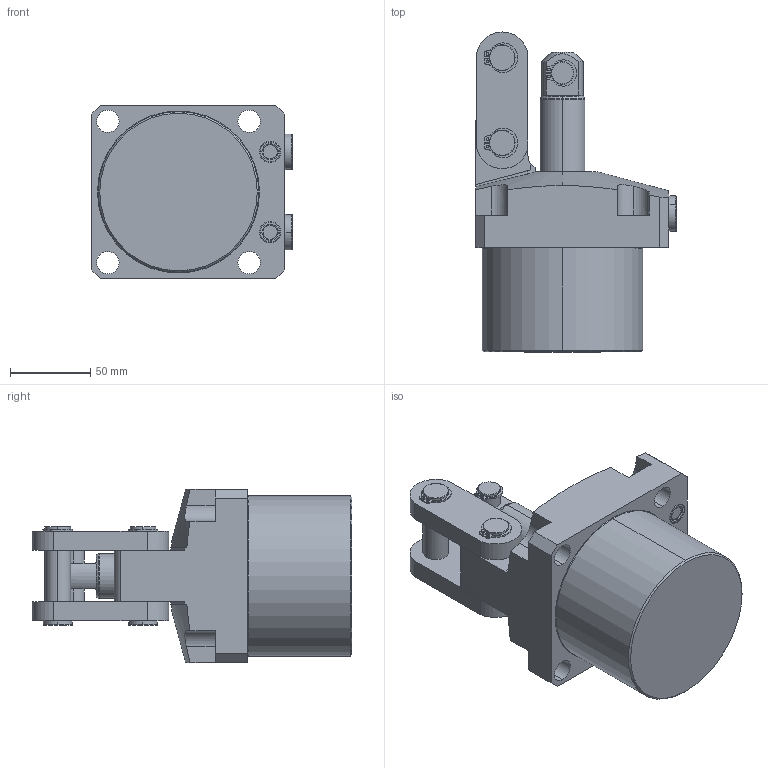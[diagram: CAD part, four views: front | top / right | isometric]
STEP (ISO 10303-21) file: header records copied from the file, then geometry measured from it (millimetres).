
FILE_DESCRIPTION (( 'STEP AP203' ), '1' );
FILE_NAME ('CLU25-F.step', '2014-10-02T02:08:39', ( 'pascal' ), ( 'Hewlett-Packard Company' ), 'SwSTEP 2.0', 'SolidWorks 2012', '' );
FILE_SCHEMA (( 'CONFIG_CONTROL_DESIGN' ));
Length unit declared in the file: millimetre
Products named in the file (5): CLU25-F_BODY; CLU25_ROD; CLU25_LINK; CLU25_PLUG; CLU25-F
Assembly tree (5 placements, depth 2):
  CLU25-F
    CLU25-F_BODY
    CLU25_ROD
    CLU25_LINK
    CLU25_PLUG  x2
Bounding box: 124.8 x 199 x 108 mm (x, y, z)
Volume: 1129977.3 mm3; surface area: 108604.7 mm2
Topology: 5 solids, 7 shells, 289 faces, 684 edges, 436 vertices
Faces by surface type: cylinder 118, plane 116, torus 34, cone 21
Entity records: 8719 total; most frequent: CARTESIAN_POINT 1740, DIRECTION 1446, ORIENTED_EDGE 1276, EDGE_CURVE 638, AXIS2_PLACEMENT_3D 576, VERTEX_POINT 408, EDGE_LOOP 312, CIRCLE 301
